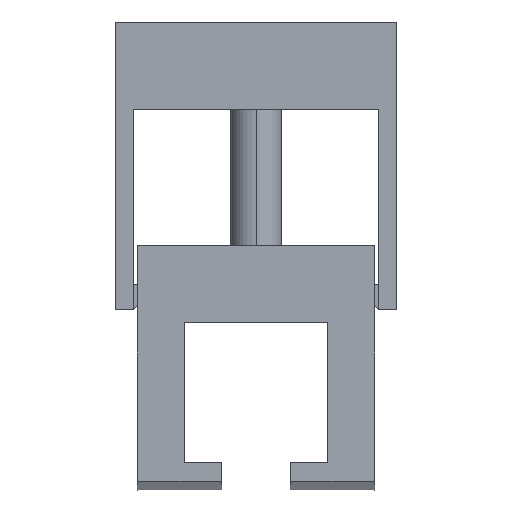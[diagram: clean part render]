
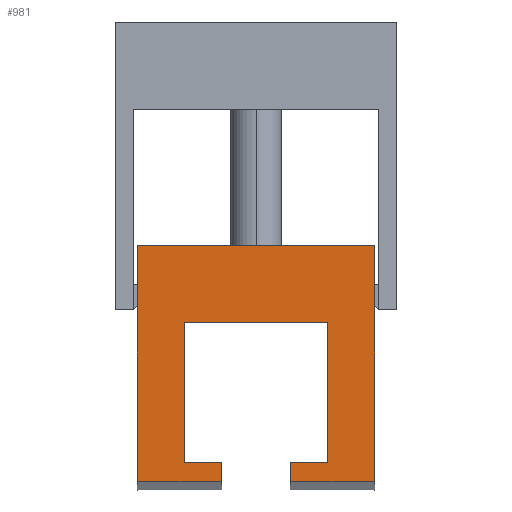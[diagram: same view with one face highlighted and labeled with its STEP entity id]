
A CAD part, left-side view. The second image highlights one B-rep face of the part: STEP entity #981.
In plain terms, the highlighted planar face has unit normal (-1, 0, 0).
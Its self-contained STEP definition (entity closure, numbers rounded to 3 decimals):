
#897=AXIS2_PLACEMENT_3D('Plane Axis2P3D',#894,#895,#896) ;
#271=CARTESIAN_POINT('Vertex',(0.,1.75,19.523)) ;
#274=CARTESIAN_POINT('Line Origine',(0.,1.75,10.114)) ;
#278=CARTESIAN_POINT('Vertex',(0.,1.75,0.705)) ;
#352=CARTESIAN_POINT('Vertex',(0.,20.75,0.705)) ;
#355=CARTESIAN_POINT('Line Origine',(0.,20.75,10.114)) ;
#359=CARTESIAN_POINT('Vertex',(0.,20.75,19.523)) ;
#687=CARTESIAN_POINT('Line Origine',(0.,7.,2.228)) ;
#691=CARTESIAN_POINT('Vertex',(0.,8.5,2.228)) ;
#693=CARTESIAN_POINT('Vertex',(0.,5.5,2.228)) ;
#864=CARTESIAN_POINT('Line Origine',(0.,11.25,19.523)) ;
#894=CARTESIAN_POINT('Axis2P3D Location',(0.,1.75,19.523)) ;
#899=CARTESIAN_POINT('Line Origine',(0.,3.625,0.705)) ;
#903=CARTESIAN_POINT('Vertex',(0.,5.5,0.705)) ;
#906=CARTESIAN_POINT('Line Origine',(0.,18.875,0.705)) ;
#910=CARTESIAN_POINT('Vertex',(0.,17.,0.705)) ;
#913=CARTESIAN_POINT('Line Origine',(0.,15.5,0.705)) ;
#917=CARTESIAN_POINT('Vertex',(0.,14.,0.705)) ;
#920=CARTESIAN_POINT('Line Origine',(0.,14.,1.467)) ;
#924=CARTESIAN_POINT('Vertex',(0.,14.,2.228)) ;
#927=CARTESIAN_POINT('Line Origine',(0.,15.5,2.228)) ;
#931=CARTESIAN_POINT('Vertex',(0.,17.,2.228)) ;
#934=CARTESIAN_POINT('Line Origine',(0.,17.,7.826)) ;
#938=CARTESIAN_POINT('Vertex',(0.,17.,13.423)) ;
#941=CARTESIAN_POINT('Line Origine',(0.,11.25,13.423)) ;
#945=CARTESIAN_POINT('Vertex',(0.,5.5,13.423)) ;
#948=CARTESIAN_POINT('Line Origine',(0.,5.5,7.826)) ;
#953=CARTESIAN_POINT('Line Origine',(0.,8.5,1.467)) ;
#957=CARTESIAN_POINT('Vertex',(0.,8.5,0.705)) ;
#960=CARTESIAN_POINT('Line Origine',(0.,7.,0.705)) ;
#275=DIRECTION('Vector Direction',(0.,0.,-1.)) ;
#356=DIRECTION('Vector Direction',(0.,0.,-1.)) ;
#688=DIRECTION('Vector Direction',(0.,-1.,0.)) ;
#865=DIRECTION('Vector Direction',(0.,1.,0.)) ;
#895=DIRECTION('Axis2P3D Direction',(1.,-0.,0.)) ;
#896=DIRECTION('Axis2P3D XDirection',(0.,0.,-1.)) ;
#900=DIRECTION('Vector Direction',(0.,1.,0.)) ;
#907=DIRECTION('Vector Direction',(0.,1.,0.)) ;
#914=DIRECTION('Vector Direction',(0.,1.,0.)) ;
#921=DIRECTION('Vector Direction',(0.,0.,-1.)) ;
#928=DIRECTION('Vector Direction',(0.,1.,0.)) ;
#935=DIRECTION('Vector Direction',(0.,0.,-1.)) ;
#942=DIRECTION('Vector Direction',(0.,-1.,0.)) ;
#949=DIRECTION('Vector Direction',(0.,0.,1.)) ;
#954=DIRECTION('Vector Direction',(0.,0.,1.)) ;
#961=DIRECTION('Vector Direction',(0.,-1.,0.)) ;
#276=VECTOR('Line Direction',#275,1.) ;
#357=VECTOR('Line Direction',#356,1.) ;
#689=VECTOR('Line Direction',#688,1.) ;
#866=VECTOR('Line Direction',#865,1.) ;
#901=VECTOR('Line Direction',#900,1.) ;
#908=VECTOR('Line Direction',#907,1.) ;
#915=VECTOR('Line Direction',#914,1.) ;
#922=VECTOR('Line Direction',#921,1.) ;
#929=VECTOR('Line Direction',#928,1.) ;
#936=VECTOR('Line Direction',#935,1.) ;
#943=VECTOR('Line Direction',#942,1.) ;
#950=VECTOR('Line Direction',#949,1.) ;
#955=VECTOR('Line Direction',#954,1.) ;
#962=VECTOR('Line Direction',#961,1.) ;
#966=ORIENTED_EDGE('',*,*,#905,.F.) ;
#967=ORIENTED_EDGE('',*,*,#280,.T.) ;
#968=ORIENTED_EDGE('',*,*,#868,.T.) ;
#969=ORIENTED_EDGE('',*,*,#361,.F.) ;
#970=ORIENTED_EDGE('',*,*,#912,.F.) ;
#971=ORIENTED_EDGE('',*,*,#919,.F.) ;
#972=ORIENTED_EDGE('',*,*,#926,.F.) ;
#973=ORIENTED_EDGE('',*,*,#933,.T.) ;
#974=ORIENTED_EDGE('',*,*,#940,.F.) ;
#975=ORIENTED_EDGE('',*,*,#947,.F.) ;
#976=ORIENTED_EDGE('',*,*,#952,.F.) ;
#977=ORIENTED_EDGE('',*,*,#695,.F.) ;
#978=ORIENTED_EDGE('',*,*,#959,.F.) ;
#979=ORIENTED_EDGE('',*,*,#964,.T.) ;
#981=ADVANCED_FACE('V1',(#980),#898,.F.) ;
#280=EDGE_CURVE('',#279,#272,#277,.F.) ;
#361=EDGE_CURVE('',#353,#360,#358,.F.) ;
#695=EDGE_CURVE('',#692,#694,#690,.T.) ;
#868=EDGE_CURVE('',#272,#360,#867,.T.) ;
#905=EDGE_CURVE('',#279,#904,#902,.T.) ;
#912=EDGE_CURVE('',#911,#353,#909,.T.) ;
#919=EDGE_CURVE('',#918,#911,#916,.T.) ;
#926=EDGE_CURVE('',#925,#918,#923,.T.) ;
#933=EDGE_CURVE('',#925,#932,#930,.T.) ;
#940=EDGE_CURVE('',#939,#932,#937,.T.) ;
#947=EDGE_CURVE('',#946,#939,#944,.F.) ;
#952=EDGE_CURVE('',#694,#946,#951,.T.) ;
#959=EDGE_CURVE('',#958,#692,#956,.T.) ;
#964=EDGE_CURVE('',#958,#904,#963,.T.) ;
#965=EDGE_LOOP('',(#966,#967,#968,#969,#970,#971,#972,#973,#974,#975,#976,#977,#978,#979)) ;
#980=FACE_OUTER_BOUND('',#965,.T.) ;
#277=LINE('Line',#274,#276) ;
#358=LINE('Line',#355,#357) ;
#690=LINE('Line',#687,#689) ;
#867=LINE('Line',#864,#866) ;
#902=LINE('Line',#899,#901) ;
#909=LINE('Line',#906,#908) ;
#916=LINE('Line',#913,#915) ;
#923=LINE('Line',#920,#922) ;
#930=LINE('Line',#927,#929) ;
#937=LINE('Line',#934,#936) ;
#944=LINE('Line',#941,#943) ;
#951=LINE('Line',#948,#950) ;
#956=LINE('Line',#953,#955) ;
#963=LINE('Line',#960,#962) ;
#898=PLANE('',#897) ;
#272=VERTEX_POINT('',#271) ;
#279=VERTEX_POINT('',#278) ;
#353=VERTEX_POINT('',#352) ;
#360=VERTEX_POINT('',#359) ;
#692=VERTEX_POINT('',#691) ;
#694=VERTEX_POINT('',#693) ;
#904=VERTEX_POINT('',#903) ;
#911=VERTEX_POINT('',#910) ;
#918=VERTEX_POINT('',#917) ;
#925=VERTEX_POINT('',#924) ;
#932=VERTEX_POINT('',#931) ;
#939=VERTEX_POINT('',#938) ;
#946=VERTEX_POINT('',#945) ;
#958=VERTEX_POINT('',#957) ;
